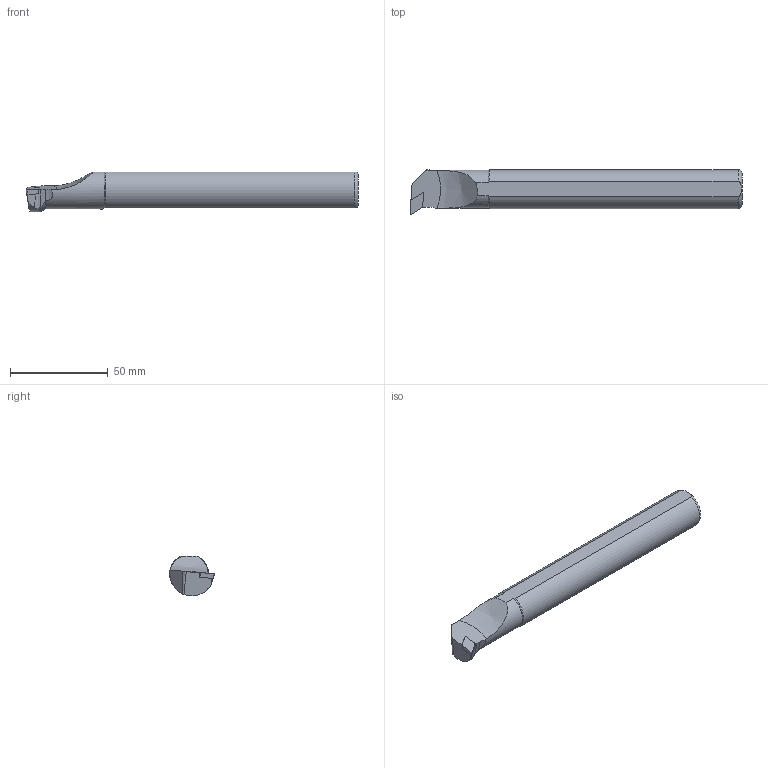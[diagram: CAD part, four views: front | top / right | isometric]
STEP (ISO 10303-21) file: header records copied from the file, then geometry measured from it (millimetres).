
FILE_DESCRIPTION(/* description */ (''),/* implementation_level */ '2;1');
FILE_NAME(/* name */ 'A20P-SDUCR-07.stp',/* time_stamp */ '2023-10-10T23:13:42+03:00',/* author */ (''),/* organization */ (''),/* preprocessor_version */ 'ST-DEVELOPER v19.4',/* originating_system */ 'SIEMENS PLM Software NX2306.3001',/* authorisation */ '');
FILE_SCHEMA (('AUTOMOTIVE_DESIGN { 1 0 10303 214 3 1 1 1 }'));
Length unit declared in the file: millimetre
Products named in the file (1): A20P SDUCR 07-LIGHT_objects
Bounding box: 170 x 22.99 x 20.39 mm (x, y, z)
Volume: 47790.1 mm3; surface area: 10891.8 mm2
Topology: 2 solids, 2 shells, 36 faces, 95 edges, 62 vertices
Faces by surface type: plane 18, cone 9, cylinder 7, torus 1, bspline 1
Entity records: 2128 total; most frequent: CARTESIAN_POINT 1227, ORIENTED_EDGE 184, DIRECTION 172, EDGE_CURVE 92, AXIS2_PLACEMENT_3D 63, VERTEX_POINT 61, LINE 46, VECTOR 46
